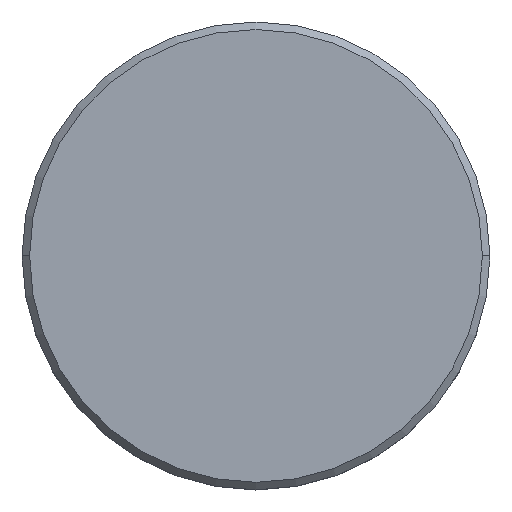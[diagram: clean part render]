
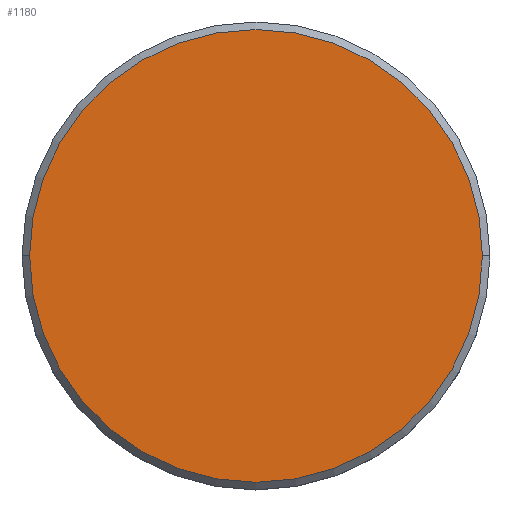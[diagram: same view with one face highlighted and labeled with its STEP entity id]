
A CAD part, top view. The second image highlights one B-rep face of the part: STEP entity #1180.
In plain terms, the highlighted planar face has unit normal (0, 0, 1).
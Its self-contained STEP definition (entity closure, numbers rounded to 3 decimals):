
#8 = VERTEX_POINT ( 'NONE', #86 ) ;
#42 = DIRECTION ( 'NONE',  ( 0., 0., 1. ) ) ;
#55 = FACE_OUTER_BOUND ( 'NONE', #225, .T. ) ;
#86 = CARTESIAN_POINT ( 'NONE',  ( 15., 0., 0. ) ) ;
#163 = DIRECTION ( 'NONE',  ( 0., 0., 1. ) ) ;
#189 = DIRECTION ( 'NONE',  ( 1., 0., 0. ) ) ;
#225 = EDGE_LOOP ( 'NONE', ( #311, #1015 ) ) ;
#283 = AXIS2_PLACEMENT_3D ( 'NONE', #861, #42, #965 ) ;
#286 = DIRECTION ( 'NONE',  ( 0., 0., 1. ) ) ;
#303 = EDGE_CURVE ( 'NONE', #8, #543, #694, .T. ) ;
#311 = ORIENTED_EDGE ( 'NONE', *, *, #1111, .T. ) ;
#365 = PLANE ( 'NONE',  #1127 ) ;
#384 = AXIS2_PLACEMENT_3D ( 'NONE', #1068, #163, #625 ) ;
#543 = VERTEX_POINT ( 'NONE', #1033 ) ;
#625 = DIRECTION ( 'NONE',  ( 1., 0., 0. ) ) ;
#694 = CIRCLE ( 'NONE', #283, 15. ) ;
#749 = CIRCLE ( 'NONE', #384, 15. ) ;
#861 = CARTESIAN_POINT ( 'NONE',  ( 0., 0., 0. ) ) ;
#965 = DIRECTION ( 'NONE',  ( 1., 0., 0. ) ) ;
#1015 = ORIENTED_EDGE ( 'NONE', *, *, #303, .T. ) ;
#1033 = CARTESIAN_POINT ( 'NONE',  ( -15., 0., 0. ) ) ;
#1068 = CARTESIAN_POINT ( 'NONE',  ( 0., 0., 0. ) ) ;
#1111 = EDGE_CURVE ( 'NONE', #543, #8, #749, .T. ) ;
#1127 = AXIS2_PLACEMENT_3D ( 'NONE', #1170, #286, #189 ) ;
#1170 = CARTESIAN_POINT ( 'NONE',  ( 0., 0., 0. ) ) ;
#1180 = ADVANCED_FACE ( 'NONE', ( #55 ), #365, .T. ) ;
